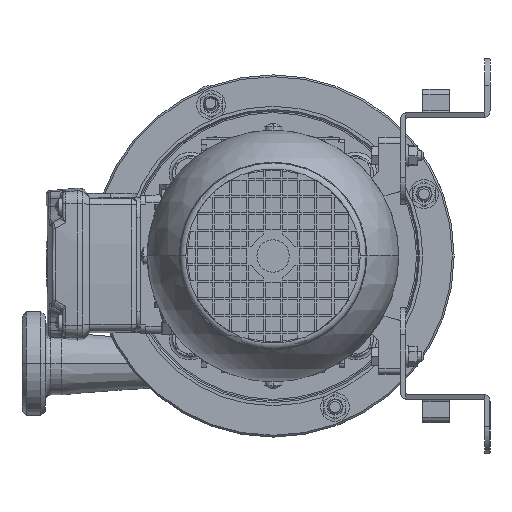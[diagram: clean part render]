
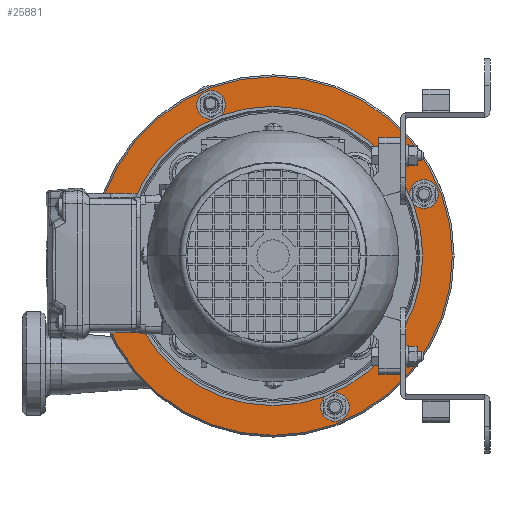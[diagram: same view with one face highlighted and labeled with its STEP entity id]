
A CAD part, left-side view. The second image highlights one B-rep face of the part: STEP entity #25881.
In plain terms, the highlighted face is planar.
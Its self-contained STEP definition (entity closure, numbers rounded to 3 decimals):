
#541 = EDGE_CURVE ( 'NONE', #75335, #11867, #71439, .T. ) ;
#739 = EDGE_CURVE ( 'NONE', #1441, #30374, #13954, .T. ) ;
#828 = CARTESIAN_POINT ( 'NONE',  ( 34.531, 84.194, 1. ) ) ;
#1303 = AXIS2_PLACEMENT_3D ( 'NONE', #43071, #8146, #48934 ) ;
#1441 = VERTEX_POINT ( 'NONE', #51890 ) ;
#2535 = DIRECTION ( 'NONE',  ( -1., 0., 0. ) ) ;
#2555 = VERTEX_POINT ( 'NONE', #7774 ) ;
#3306 = DIRECTION ( 'NONE',  ( -1., 0., 0. ) ) ;
#3764 = EDGE_CURVE ( 'NONE', #27118, #4423, #68358, .T. ) ;
#4423 = VERTEX_POINT ( 'NONE', #40136 ) ;
#4958 = EDGE_CURVE ( 'NONE', #56989, #74656, #45434, .T. ) ;
#5054 = FACE_BOUND ( 'NONE', #57731, .T. ) ;
#6698 = DIRECTION ( 'NONE',  ( -1., 0., 0. ) ) ;
#6898 = FACE_BOUND ( 'NONE', #37623, .T. ) ;
#7761 = EDGE_CURVE ( 'NONE', #11151, #20105, #62841, .T. ) ;
#7774 = CARTESIAN_POINT ( 'NONE',  ( -89.194, 34.531, 1. ) ) ;
#8146 = DIRECTION ( 'NONE',  ( 0., 0., -1. ) ) ;
#11151 = VERTEX_POINT ( 'NONE', #22880 ) ;
#11473 = DIRECTION ( 'NONE',  ( 0., 0., -1. ) ) ;
#11867 = VERTEX_POINT ( 'NONE', #18172 ) ;
#12375 = ORIENTED_EDGE ( 'NONE', *, *, #4958, .F. ) ;
#12571 = EDGE_CURVE ( 'NONE', #30374, #1441, #30430, .T. ) ;
#12638 = ORIENTED_EDGE ( 'NONE', *, *, #22031, .F. ) ;
#13387 = CIRCLE ( 'NONE', #73754, 5. ) ;
#13855 = CARTESIAN_POINT ( 'NONE',  ( -34.531, -84.194, 1. ) ) ;
#13954 = CIRCLE ( 'NONE', #66101, 5. ) ;
#15968 = DIRECTION ( 'NONE',  ( 0., 0., -1. ) ) ;
#16035 = CIRCLE ( 'NONE', #52064, 5. ) ;
#17181 = EDGE_LOOP ( 'NONE', ( #30639, #48314 ) ) ;
#18172 = CARTESIAN_POINT ( 'NONE',  ( 100., 0., 1. ) ) ;
#19626 = DIRECTION ( 'NONE',  ( 0., 0., -1. ) ) ;
#19726 = DIRECTION ( 'NONE',  ( -1., 0., 0. ) ) ;
#20105 = VERTEX_POINT ( 'NONE', #43517 ) ;
#20132 = PLANE ( 'NONE',  #51255 ) ;
#20557 = FACE_BOUND ( 'NONE', #74888, .T. ) ;
#20628 = ORIENTED_EDGE ( 'NONE', *, *, #541, .T. ) ;
#22031 = EDGE_CURVE ( 'NONE', #4423, #27118, #49229, .T. ) ;
#22824 = ORIENTED_EDGE ( 'NONE', *, *, #7761, .F. ) ;
#22880 = CARTESIAN_POINT ( 'NONE',  ( -29.531, -84.194, 1. ) ) ;
#23974 = EDGE_LOOP ( 'NONE', ( #68727, #20628 ) ) ;
#25881 = ADVANCED_FACE ( 'NONE', ( #36074, #6898, #37893, #53451, #20557, #5054 ), #20132, .T. ) ;
#26047 = DIRECTION ( 'NONE',  ( -1., 0., 0. ) ) ;
#26858 = AXIS2_PLACEMENT_3D ( 'NONE', #62103, #27190, #67919 ) ;
#27118 = VERTEX_POINT ( 'NONE', #68752 ) ;
#27190 = DIRECTION ( 'NONE',  ( 0., 0., -1. ) ) ;
#27261 = AXIS2_PLACEMENT_3D ( 'NONE', #828, #41614, #6698 ) ;
#28341 = DIRECTION ( 'NONE',  ( 0., 0., -1. ) ) ;
#30374 = VERTEX_POINT ( 'NONE', #65376 ) ;
#30430 = CIRCLE ( 'NONE', #1303, 5. ) ;
#30465 = EDGE_CURVE ( 'NONE', #20105, #11151, #16035, .T. ) ;
#30639 = ORIENTED_EDGE ( 'NONE', *, *, #739, .F. ) ;
#31274 = CARTESIAN_POINT ( 'NONE',  ( -84.194, 34.531, 1. ) ) ;
#32690 = EDGE_CURVE ( 'NONE', #74656, #56989, #67811, .T. ) ;
#33101 = CARTESIAN_POINT ( 'NONE',  ( 0., 0., 1. ) ) ;
#35457 = AXIS2_PLACEMENT_3D ( 'NONE', #46407, #11473, #52290 ) ;
#36074 = FACE_OUTER_BOUND ( 'NONE', #23974, .T. ) ;
#37092 = DIRECTION ( 'NONE',  ( -1., 0., 0. ) ) ;
#37449 = DIRECTION ( 'NONE',  ( 0., 0., -1. ) ) ;
#37623 = EDGE_LOOP ( 'NONE', ( #22824, #55405 ) ) ;
#37893 = FACE_BOUND ( 'NONE', #17181, .T. ) ;
#38191 = DIRECTION ( 'NONE',  ( 0., 0., -1. ) ) ;
#38957 = DIRECTION ( 'NONE',  ( -1., 0., 0. ) ) ;
#39375 = CARTESIAN_POINT ( 'NONE',  ( 39.531, 84.194, 1. ) ) ;
#40136 = CARTESIAN_POINT ( 'NONE',  ( -54.2, 0., 1. ) ) ;
#40158 = CIRCLE ( 'NONE', #35457, 5. ) ;
#41251 = ORIENTED_EDGE ( 'NONE', *, *, #68691, .F. ) ;
#41614 = DIRECTION ( 'NONE',  ( 0., 0., -1. ) ) ;
#41765 = CIRCLE ( 'NONE', #62537, 100. ) ;
#43071 = CARTESIAN_POINT ( 'NONE',  ( 84.194, -34.531, 1. ) ) ;
#43349 = CARTESIAN_POINT ( 'NONE',  ( 0., 0., 1. ) ) ;
#43517 = CARTESIAN_POINT ( 'NONE',  ( -39.531, -84.194, 1. ) ) ;
#45434 = CIRCLE ( 'NONE', #26858, 5. ) ;
#46407 = CARTESIAN_POINT ( 'NONE',  ( -84.194, 34.531, 1. ) ) ;
#48026 = AXIS2_PLACEMENT_3D ( 'NONE', #73096, #38191, #3306 ) ;
#48314 = ORIENTED_EDGE ( 'NONE', *, *, #12571, .F. ) ;
#48934 = DIRECTION ( 'NONE',  ( -1., 0., 0. ) ) ;
#49229 = CIRCLE ( 'NONE', #72966, 54.2 ) ;
#50894 = CARTESIAN_POINT ( 'NONE',  ( 0., 0., 1. ) ) ;
#51255 = AXIS2_PLACEMENT_3D ( 'NONE', #43349, #60952, #26047 ) ;
#51890 = CARTESIAN_POINT ( 'NONE',  ( 89.194, -34.531, 1. ) ) ;
#52064 = AXIS2_PLACEMENT_3D ( 'NONE', #13855, #54660, #19726 ) ;
#52290 = DIRECTION ( 'NONE',  ( -1., 0., 0. ) ) ;
#52617 = AXIS2_PLACEMENT_3D ( 'NONE', #33101, #73866, #38957 ) ;
#53451 = FACE_BOUND ( 'NONE', #73602, .T. ) ;
#54552 = CARTESIAN_POINT ( 'NONE',  ( 84.194, -34.531, 1. ) ) ;
#54660 = DIRECTION ( 'NONE',  ( 0., 0., -1. ) ) ;
#54709 = CARTESIAN_POINT ( 'NONE',  ( -79.194, 34.531, 1. ) ) ;
#55405 = ORIENTED_EDGE ( 'NONE', *, *, #30465, .F. ) ;
#56772 = DIRECTION ( 'NONE',  ( -1., 0., 0. ) ) ;
#56989 = VERTEX_POINT ( 'NONE', #65213 ) ;
#57731 = EDGE_LOOP ( 'NONE', ( #12638, #59489 ) ) ;
#59489 = ORIENTED_EDGE ( 'NONE', *, *, #3764, .F. ) ;
#60427 = DIRECTION ( 'NONE',  ( -1., 0., 0. ) ) ;
#60952 = DIRECTION ( 'NONE',  ( 0., 0., -1. ) ) ;
#62103 = CARTESIAN_POINT ( 'NONE',  ( 34.531, 84.194, 1. ) ) ;
#62537 = AXIS2_PLACEMENT_3D ( 'NONE', #50894, #15968, #56772 ) ;
#62841 = CIRCLE ( 'NONE', #66924, 5. ) ;
#63239 = CARTESIAN_POINT ( 'NONE',  ( -34.531, -84.194, 1. ) ) ;
#65213 = CARTESIAN_POINT ( 'NONE',  ( 29.531, 84.194, 1. ) ) ;
#65376 = CARTESIAN_POINT ( 'NONE',  ( 79.194, -34.531, 1. ) ) ;
#66101 = AXIS2_PLACEMENT_3D ( 'NONE', #54552, #19626, #60427 ) ;
#66924 = AXIS2_PLACEMENT_3D ( 'NONE', #63239, #28341, #69055 ) ;
#67811 = CIRCLE ( 'NONE', #27261, 5. ) ;
#67902 = EDGE_CURVE ( 'NONE', #11867, #75335, #41765, .T. ) ;
#67919 = DIRECTION ( 'NONE',  ( -1., 0., 0. ) ) ;
#68358 = CIRCLE ( 'NONE', #52617, 54.2 ) ;
#68691 = EDGE_CURVE ( 'NONE', #72752, #2555, #13387, .T. ) ;
#68727 = ORIENTED_EDGE ( 'NONE', *, *, #67902, .T. ) ;
#68752 = CARTESIAN_POINT ( 'NONE',  ( 54.2, 0., 1. ) ) ;
#69055 = DIRECTION ( 'NONE',  ( -1., 0., 0. ) ) ;
#71439 = CIRCLE ( 'NONE', #48026, 100. ) ;
#71986 = DIRECTION ( 'NONE',  ( 0., 0., -1. ) ) ;
#72346 = CARTESIAN_POINT ( 'NONE',  ( 0., 0., 1. ) ) ;
#72752 = VERTEX_POINT ( 'NONE', #54709 ) ;
#72936 = CARTESIAN_POINT ( 'NONE',  ( -100., 0., 1. ) ) ;
#72966 = AXIS2_PLACEMENT_3D ( 'NONE', #72346, #37449, #2535 ) ;
#73096 = CARTESIAN_POINT ( 'NONE',  ( 0., 0., 1. ) ) ;
#73572 = ORIENTED_EDGE ( 'NONE', *, *, #32690, .F. ) ;
#73602 = EDGE_LOOP ( 'NONE', ( #41251, #75217 ) ) ;
#73754 = AXIS2_PLACEMENT_3D ( 'NONE', #31274, #71986, #37092 ) ;
#73804 = EDGE_CURVE ( 'NONE', #2555, #72752, #40158, .T. ) ;
#73866 = DIRECTION ( 'NONE',  ( 0., 0., -1. ) ) ;
#74656 = VERTEX_POINT ( 'NONE', #39375 ) ;
#74888 = EDGE_LOOP ( 'NONE', ( #73572, #12375 ) ) ;
#75217 = ORIENTED_EDGE ( 'NONE', *, *, #73804, .F. ) ;
#75335 = VERTEX_POINT ( 'NONE', #72936 ) ;
